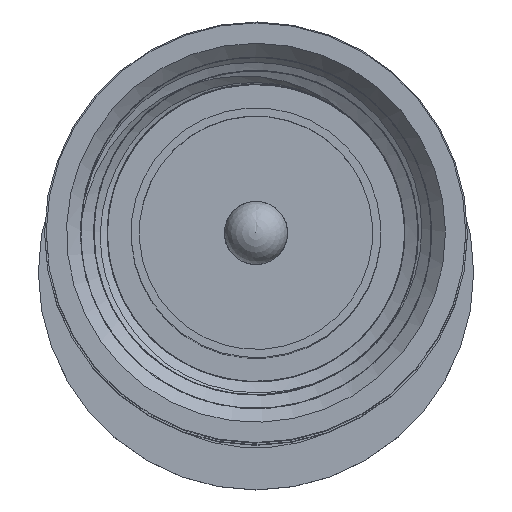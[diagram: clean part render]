
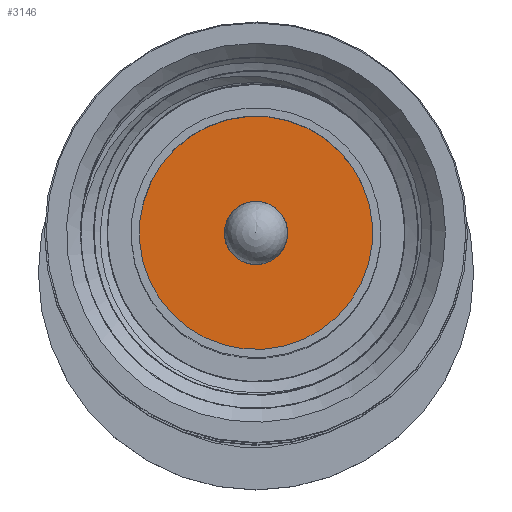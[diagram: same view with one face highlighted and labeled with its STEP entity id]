
A CAD part, top view. The second image highlights one B-rep face of the part: STEP entity #3146.
In plain terms, the highlighted planar face has unit normal (0, 0, 1).
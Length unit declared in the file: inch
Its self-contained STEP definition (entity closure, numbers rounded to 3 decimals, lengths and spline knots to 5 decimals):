
#530=PLANE('',#3417);
#569=FACE_BOUND('',#982,.T.);
#757=FACE_OUTER_BOUND('',#981,.T.);
#981=EDGE_LOOP('',(#2597));
#982=EDGE_LOOP('',(#2598));
#1173=CIRCLE('',#3408,0.07177);
#1178=CIRCLE('',#3418,0.0195);
#1414=VERTEX_POINT('',#7499);
#1419=VERTEX_POINT('',#7514);
#1820=EDGE_CURVE('',#1414,#1414,#1173,.T.);
#1825=EDGE_CURVE('',#1419,#1419,#1178,.T.);
#2597=ORIENTED_EDGE('',*,*,#1820,.T.);
#2598=ORIENTED_EDGE('',*,*,#1825,.F.);
#3146=ADVANCED_FACE('',(#757,#569),#530,.T.);
#3408=AXIS2_PLACEMENT_3D('',#7500,#3999,#4000);
#3417=AXIS2_PLACEMENT_3D('',#7513,#4017,#4018);
#3418=AXIS2_PLACEMENT_3D('',#7515,#4019,#4020);
#3999=DIRECTION('center_axis',(0.,0.,
1.));
#4000=DIRECTION('ref_axis',(-0.102,-0.995,0.));
#4017=DIRECTION('center_axis',(0.,0.,
1.));
#4018=DIRECTION('ref_axis',(0.375,0.927,0.));
#4019=DIRECTION('center_axis',(0.,0.,
1.));
#4020=DIRECTION('ref_axis',(-0.017,-1.,0.));
#7499=CARTESIAN_POINT('',(-0.3466,-2.69314,10.33694));
#7500=CARTESIAN_POINT('Origin',(-0.35395,-2.76453,10.33694));
#7513=CARTESIAN_POINT('Origin',(-0.38731,-2.75101,10.33694));
#7514=CARTESIAN_POINT('',(-0.34663,-2.74646,10.33694));
#7515=CARTESIAN_POINT('Origin',(-0.35395,-2.76453,10.33694));
